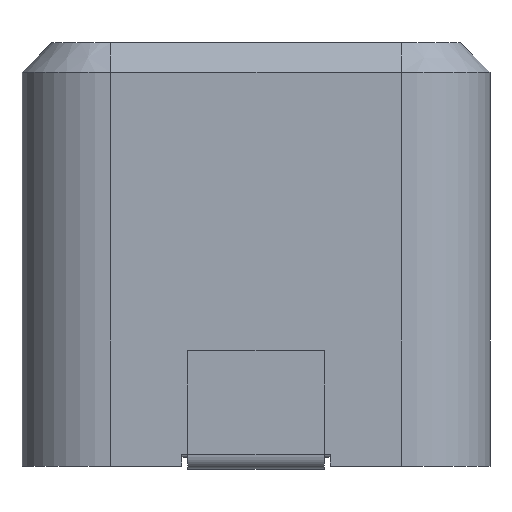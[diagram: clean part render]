
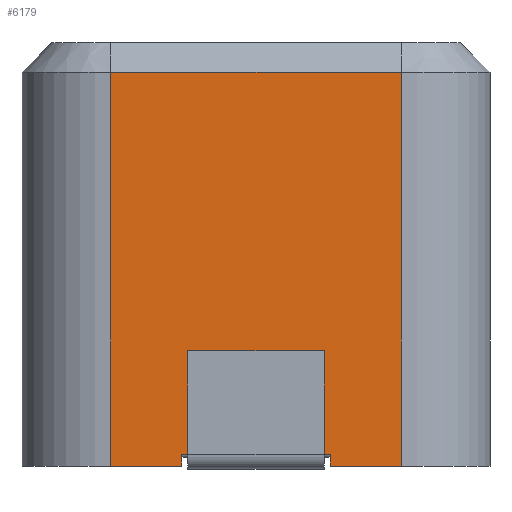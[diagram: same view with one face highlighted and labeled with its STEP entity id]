
A CAD part, left-side view. The second image highlights one B-rep face of the part: STEP entity #6179.
In plain terms, the highlighted planar face has unit normal (-1, 0, 0).
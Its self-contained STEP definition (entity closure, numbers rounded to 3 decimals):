
#164=PLANE('',#6483);
#957=ORIENTED_EDGE('',*,*,#1908,.T.);
#958=ORIENTED_EDGE('',*,*,#2023,.T.);
#959=ORIENTED_EDGE('',*,*,#1992,.T.);
#960=ORIENTED_EDGE('',*,*,#1932,.F.);
#961=ORIENTED_EDGE('',*,*,#1922,.T.);
#962=ORIENTED_EDGE('',*,*,#1934,.T.);
#963=ORIENTED_EDGE('',*,*,#2019,.T.);
#964=ORIENTED_EDGE('',*,*,#2024,.T.);
#1908=EDGE_CURVE('',#2452,#2454,#2913,.T.);
#1922=EDGE_CURVE('',#2462,#2466,#2923,.T.);
#1932=EDGE_CURVE('',#2462,#2472,#2929,.T.);
#1934=EDGE_CURVE('',#2466,#2473,#2930,.T.);
#1992=EDGE_CURVE('',#2520,#2472,#2977,.T.);
#2019=EDGE_CURVE('',#2473,#2535,#2995,.T.);
#2023=EDGE_CURVE('',#2454,#2520,#2998,.T.);
#2024=EDGE_CURVE('',#2535,#2452,#2999,.T.);
#2452=VERTEX_POINT('',#8682);
#2454=VERTEX_POINT('',#8687);
#2462=VERTEX_POINT('',#8705);
#2466=VERTEX_POINT('',#8717);
#2472=VERTEX_POINT('',#8738);
#2473=VERTEX_POINT('',#8742);
#2520=VERTEX_POINT('',#8977);
#2535=VERTEX_POINT('',#9027);
#2913=LINE('',#8688,#3426);
#2923=LINE('',#8718,#3436);
#2929=LINE('',#8737,#3442);
#2930=LINE('',#8741,#3443);
#2977=LINE('',#8976,#3490);
#2995=LINE('',#9028,#3508);
#2998=LINE('',#9034,#3511);
#2999=LINE('',#9035,#3512);
#3426=VECTOR('',#7160,1000.);
#3436=VECTOR('',#7186,1000.);
#3442=VECTOR('',#7208,1000.);
#3443=VECTOR('',#7213,1000.);
#3490=VECTOR('',#7282,1000.);
#3508=VECTOR('',#7336,1000.);
#3511=VECTOR('',#7343,1000.);
#3512=VECTOR('',#7344,1000.);
#3808=EDGE_LOOP('',(#957,#958,#959,#960,#961,#962,#963,#964));
#4100=FACE_BOUND('',#3808,.T.);
#6179=ADVANCED_FACE('',(#4100),#164,.F.);
#6483=AXIS2_PLACEMENT_3D('',#9033,#7341,#7342);
#7160=DIRECTION('',(0.,-1.,0.));
#7186=DIRECTION('',(0.,1.,0.));
#7208=DIRECTION('',(0.,0.,-1.));
#7213=DIRECTION('',(0.,0.,-1.));
#7282=DIRECTION('',(0.,-1.,0.));
#7336=DIRECTION('',(0.,-1.,0.));
#7341=DIRECTION('',(1.,0.,0.));
#7342=DIRECTION('',(0.,0.,-1.));
#7343=DIRECTION('',(0.,0.,-1.));
#7344=DIRECTION('',(0.,0.,1.));
#8682=CARTESIAN_POINT('',(-3.95,1.25,0.2));
#8687=CARTESIAN_POINT('',(-3.95,-1.25,0.2));
#8688=CARTESIAN_POINT('',(-3.95,3.95,0.2));
#8705=CARTESIAN_POINT('',(-3.95,-2.45,6.65));
#8717=CARTESIAN_POINT('',(-3.95,2.45,6.65));
#8718=CARTESIAN_POINT('',(-3.95,2.45,6.65));
#8737=CARTESIAN_POINT('',(-3.95,-2.45,7.15));
#8738=CARTESIAN_POINT('',(-3.95,-2.45,0.));
#8741=CARTESIAN_POINT('',(-3.95,2.45,7.15));
#8742=CARTESIAN_POINT('',(-3.95,2.45,0.));
#8976=CARTESIAN_POINT('',(-3.95,3.95,0.));
#8977=CARTESIAN_POINT('',(-3.95,-1.25,0.));
#9027=CARTESIAN_POINT('',(-3.95,1.25,0.));
#9028=CARTESIAN_POINT('',(-3.95,3.95,0.));
#9033=CARTESIAN_POINT('',(-3.95,3.95,7.15));
#9034=CARTESIAN_POINT('',(-3.95,-1.25,7.15));
#9035=CARTESIAN_POINT('',(-3.95,1.25,7.15));
